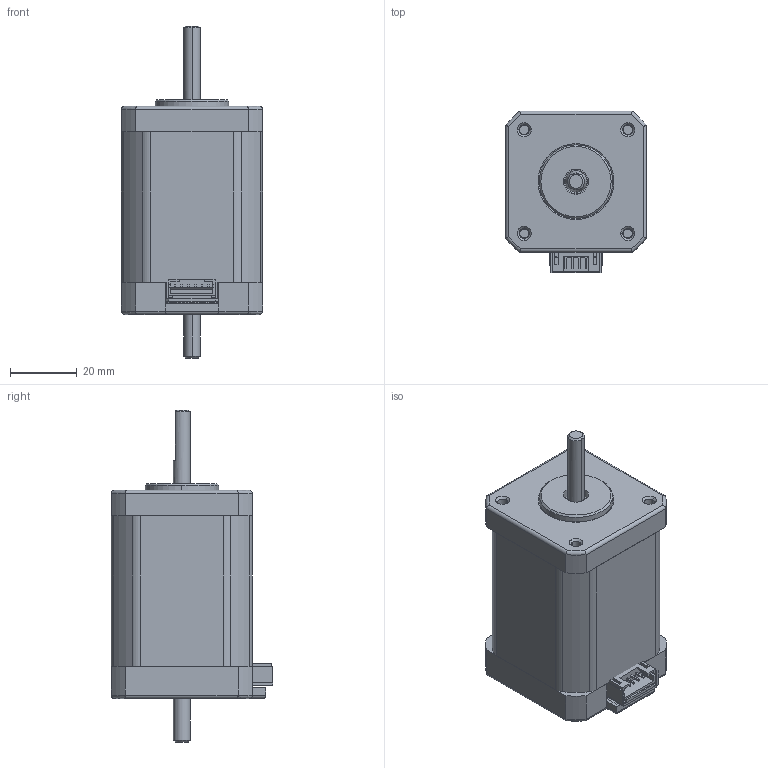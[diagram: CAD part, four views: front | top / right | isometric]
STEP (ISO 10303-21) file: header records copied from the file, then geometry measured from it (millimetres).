
FILE_DESCRIPTION((''),'2;1');
FILE_NAME('4611110011493_ASM','2024-04-17T11:41:27',('ms26442'),(''),'CREO PARAMETRIC BY PTC INC, 2018100','CREO PARAMETRIC BY PTC INC, 2018100','');
FILE_SCHEMA(('CONFIG_CONTROL_DESIGN'));
Products named in the file (27): 4613102100907; 3698153000602; 3698153000590; 4718405003462; 4613104001903_ASM; 4713101000492; 4613103003577_ASM; 4219121302111; 4613106100123_AF0; 4693220000374_AF0; 4613106100123_AF1; 4332101203554_AF0; 4613110000001_AF0; 4613106100123_AF2; 4693220000374_AF1; 4613106100123_AF3; 4613107105352_ASM; 4333201500097; 4333201500011; 4331101000004; 4613108002360_ASM; 4219121302729; 4294404000228; 4294440200019_AF0; 4613153000165_ASM; 3219720000388; 4611110011493_ASM
Assembly tree (31 placements, depth 5):
  4611110011493_ASM
    4613153000165_ASM
      4613103003577_ASM
        4613104001903_ASM
          4613102100907
          3698153000602
          3698153000590
          4718405003462
        4713101000492
      4219121302111
      4613108002360_ASM
        4613107105352_ASM
          4613106100123_AF0
          4693220000374_AF0
          4613106100123_AF1
          4332101203554_AF0
          4613110000001_AF0
          4613106100123_AF2
          4693220000374_AF1
          4613106100123_AF3
        4333201500097
        4333201500011
        4331101000004  x2
      4219121302729
      4294404000228  x4
      4294440200019_AF0  x2
    3219720000388
Bounding box: 42.2 x 48.3 x 99.3 mm (x, y, z)
Volume: 78671.6 mm3; surface area: 84548.7 mm2
Topology: 29 solids, 39 shells, 3310 faces, 9183 edges, 6022 vertices
Faces by surface type: plane 1659, cylinder 1495, cone 70, torus 46, extrusion 24, sphere 8, bspline 8
Entity records: 104571 total; most frequent: CARTESIAN_POINT 19702, DIRECTION 18183, ORIENTED_EDGE 17694, EDGE_CURVE 8853, AXIS2_PLACEMENT_3D 6320, VERTEX_POINT 5810, VECTOR 5543, LINE 5519
